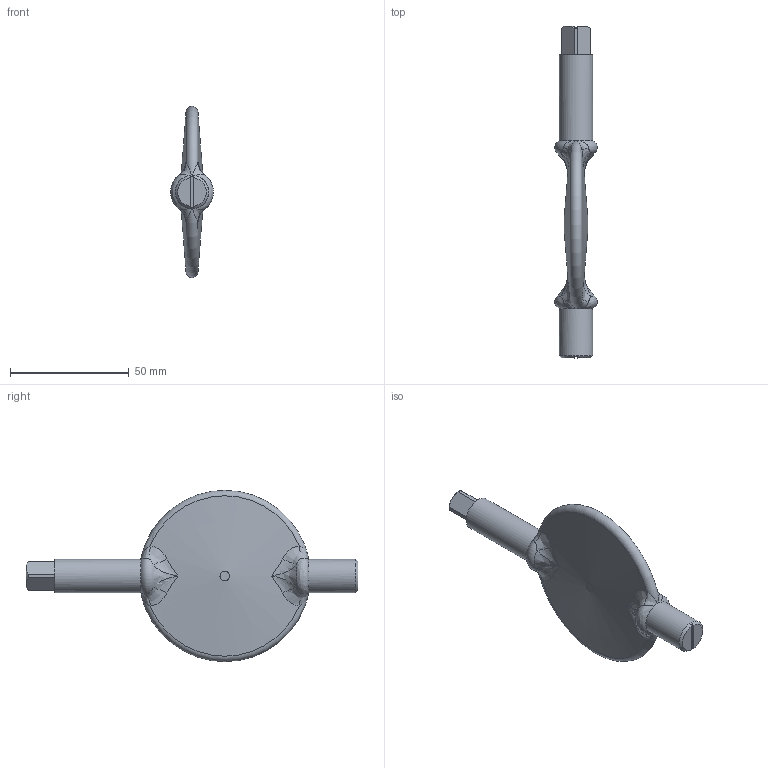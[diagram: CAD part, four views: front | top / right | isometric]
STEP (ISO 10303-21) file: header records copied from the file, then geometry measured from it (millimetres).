
FILE_DESCRIPTION((''),'2;1');
FILE_NAME('57501300X.stp','2010-10-21T13:31:27',('thilbrands'),(''),'Autodesk Inventor 2008','Autodesk Inventor 2008','');
FILE_SCHEMA(('AUTOMOTIVE_DESIGN { 1 0 10303 214 1 1 1 1 }'));
Length unit declared in the file: millimetre
Products named in the file (1): 57501100X
Bounding box: 18 x 139.5 x 71.99 mm (x, y, z)
Volume: 37829.9 mm3; surface area: 12371.1 mm2
Topology: 1 solids, 1 shells, 71 faces, 190 edges, 113 vertices
Faces by surface type: bspline 32, plane 20, cone 9, cylinder 6, torus 4
Full cylindrical faces by diameter (mm): 14 x2
Entity records: 4438 total; most frequent: CARTESIAN_POINT 3023, ORIENTED_EDGE 332, DIRECTION 222, EDGE_CURVE 166, VERTEX_POINT 106, AXIS2_PLACEMENT_3D 97, EDGE_LOOP 78, FACE_OUTER_BOUND 70
